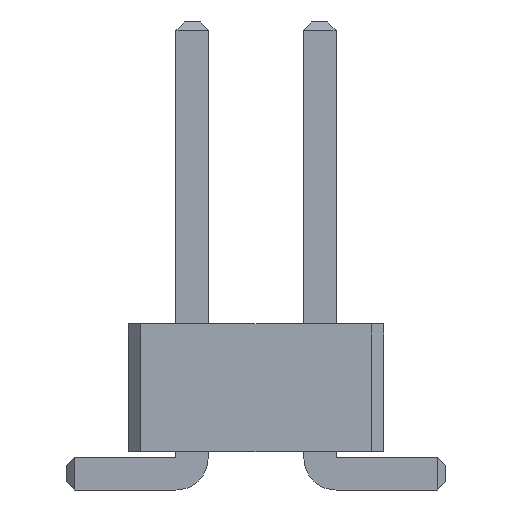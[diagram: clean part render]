
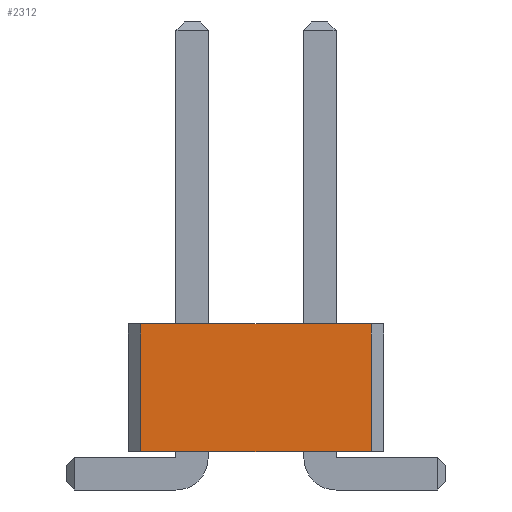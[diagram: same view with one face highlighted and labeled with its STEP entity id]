
A CAD part, front view. The second image highlights one B-rep face of the part: STEP entity #2312.
In plain terms, the highlighted planar face has unit normal (0, -1, 0).
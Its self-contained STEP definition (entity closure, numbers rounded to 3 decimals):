
#13=DIRECTION('',(0.,0.,1.));
#27=VECTOR('',#13,1.);
#67=DIRECTION('',(1.,0.,0.));
#2299=VERTEX_POINT('',#2300);
#2300=CARTESIAN_POINT('',(-2.286,-50.8,3.3));
#2303=EDGE_CURVE('',#2304,#2299,#2306,.T.);
#2304=VERTEX_POINT('',#2305);
#2305=CARTESIAN_POINT('',(-2.286,-50.8,0.76));
#2306=LINE('',#2305,#27);
#2312=ADVANCED_FACE('',(#2313),#2330,.F.);
#2313=FACE_BOUND('',#2314,.F.);
#2314=EDGE_LOOP('',(#2315,#2316,#2322,#2327));
#2315=ORIENTED_EDGE('',*,*,#2303,.T.);
#2316=ORIENTED_EDGE('',*,*,#2317,.T.);
#2317=EDGE_CURVE('',#2299,#2318,#2320,.T.);
#2318=VERTEX_POINT('',#2319);
#2319=CARTESIAN_POINT('',(2.286,-50.8,3.3));
#2320=LINE('',#2300,#2321);
#2321=VECTOR('',#67,1.);
#2322=ORIENTED_EDGE('',*,*,#2323,.F.);
#2323=EDGE_CURVE('',#2324,#2318,#2326,.T.);
#2324=VERTEX_POINT('',#2325);
#2325=CARTESIAN_POINT('',(2.286,-50.8,0.76));
#2326=LINE('',#2325,#27);
#2327=ORIENTED_EDGE('',*,*,#2328,.F.);
#2328=EDGE_CURVE('',#2304,#2324,#2329,.T.);
#2329=LINE('',#2305,#2321);
#2330=PLANE('',#2331);
#2331=AXIS2_PLACEMENT_3D('',#2305,#2332,#67);
#2332=DIRECTION('',(0.,1.,0.));
